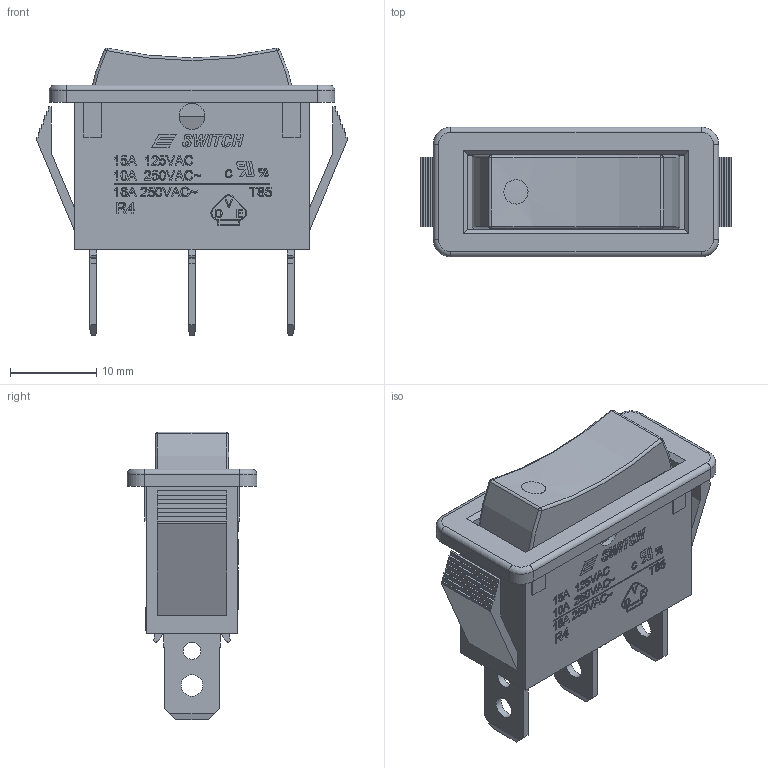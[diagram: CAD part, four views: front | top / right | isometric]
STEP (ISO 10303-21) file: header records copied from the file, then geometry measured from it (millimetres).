
FILE_DESCRIPTION(/* description */ (''),/* implementation_level */ '2;1');
FILE_NAME(/* name */ 'R4GxxxxxxAF0.stp',/* time_stamp */ '2025-06-02T08:46:11-05:00',/* author */ ('mroman'),/* organization */ (''),/* preprocessor_version */ 'ST-DEVELOPER v18.1',/* originating_system */ 'Autodesk Inventor 2022',/* authorisation */ '');
FILE_SCHEMA (('AUTOMOTIVE_DESIGN { 1 0 10303 214 3 1 1 }'));
Length unit declared in the file: centimetre
Products named in the file (1): R4GxxxxxxAF0
Bounding box: 36 x 15 x 33.29 mm (x, y, z)
Volume: 3080.7 mm3; surface area: 6314 mm2
Topology: 1 solids, 1 shells, 1015 faces, 2712 edges, 1787 vertices
Faces by surface type: plane 647, bspline 287, cylinder 65, torus 10, sphere 4, cone 2
Full cylindrical faces by diameter (mm): 2 x4, 2.5 x3, 2.8 x1, 3 x4, 3.4 x1
Entity records: 32788 total; most frequent: CARTESIAN_POINT 9276, ORIENTED_EDGE 5416, DIRECTION 3737, EDGE_CURVE 2708, LINE 1965, VECTOR 1965, VERTEX_POINT 1785, EDGE_LOOP 1121
